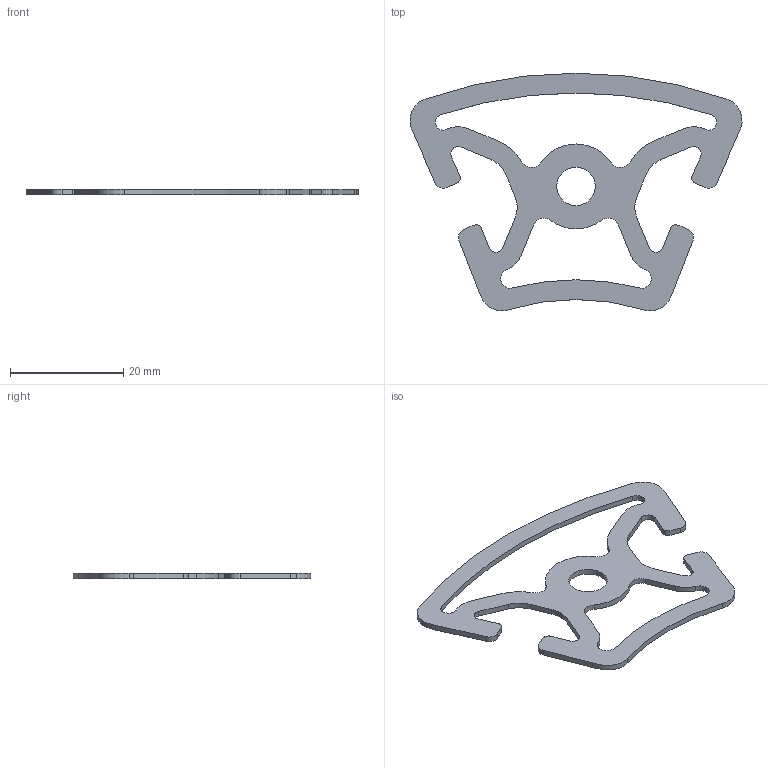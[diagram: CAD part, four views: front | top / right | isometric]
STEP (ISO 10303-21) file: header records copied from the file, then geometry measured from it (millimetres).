
FILE_DESCRIPTION(/* description */ ('ISB Aluminum Profile R40 45°'),/* implementation_level */ '2;1');
FILE_NAME(/* name */ '1007464.ipt.stp',/* time_stamp */ '2020-04-01T16:44:09+02:00',/* author */ (''),/* organization */ ('COOMACH'),/* preprocessor_version */ 'ST-DEVELOPER v16.5',/* originating_system */ 'Autodesk Inventor 2017',/* authorisation */ '');
FILE_SCHEMA (('AUTOMOTIVE_DESIGN { 1 0 10303 214 3 1 1 }'));
Length unit declared in the file: millimetre
Products named in the file (1): 1007464
Bounding box: 58.68 x 41.99 x 1 mm (x, y, z)
Volume: 931.1 mm3; surface area: 2306.3 mm2
Topology: 1 solids, 1 shells, 69 faces, 202 edges, 135 vertices
Faces by surface type: cylinder 41, plane 28
Full cylindrical faces by diameter (mm): 6.8 x1
Entity records: 2354 total; most frequent: DIRECTION 422, CARTESIAN_POINT 404, ORIENTED_EDGE 400, EDGE_CURVE 200, AXIS2_PLACEMENT_3D 152, VERTEX_POINT 134, LINE 118, VECTOR 118
